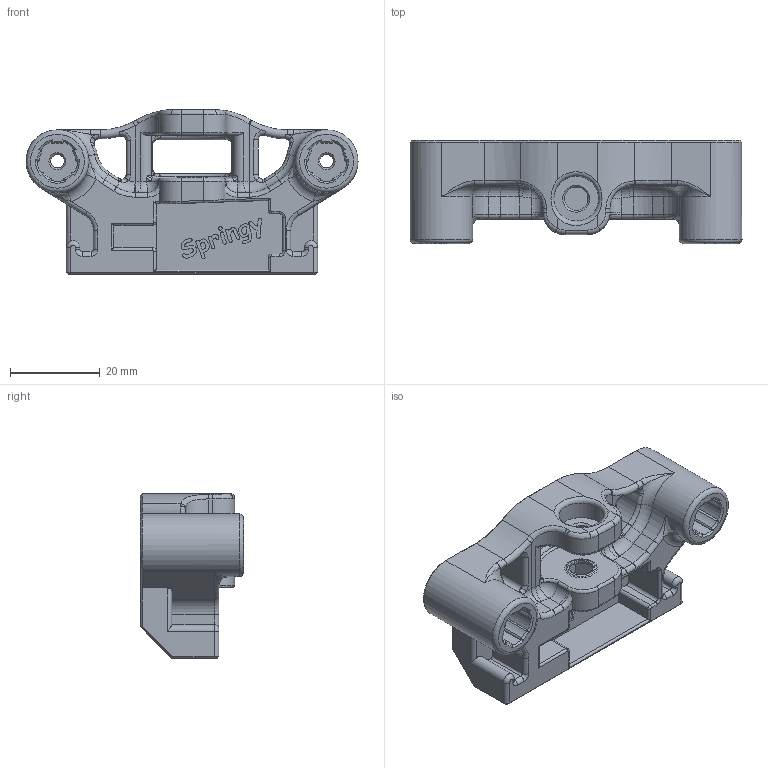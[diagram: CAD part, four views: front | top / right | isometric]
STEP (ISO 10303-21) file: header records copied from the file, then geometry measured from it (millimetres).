
FILE_DESCRIPTION (( 'STEP AP214' ), '1' );
FILE_NAME ('5.2 Linear Axis Idler Block.STEP', '2024-05-30T00:27:19', ( '' ), ( '' ), 'SwSTEP 2.0', 'SolidWorks 2024', '' );
FILE_SCHEMA (( 'AUTOMOTIVE_DESIGN' ));
Length unit declared in the file: millimetre
Products named in the file (1): 5.2 Linear Axis Idler Block
Bounding box: 74 x 23 x 36.7 mm (x, y, z)
Volume: 22756.2 mm3; surface area: 11630.3 mm2
Topology: 1 solids, 1 shells, 946 faces, 2400 edges, 1453 vertices
Faces by surface type: bspline 364, plane 291, cylinder 148, cone 75, torus 68
Full cylindrical faces by diameter (mm): 3 x2, 5.2 x2, 10 x1, 14 x2
Entity records: 36106 total; most frequent: CARTESIAN_POINT 16226, ORIENTED_EDGE 4682, DIRECTION 3079, EDGE_CURVE 2341, VERTEX_POINT 1446, VECTOR 1105, LINE 1105, EDGE_LOOP 1009
